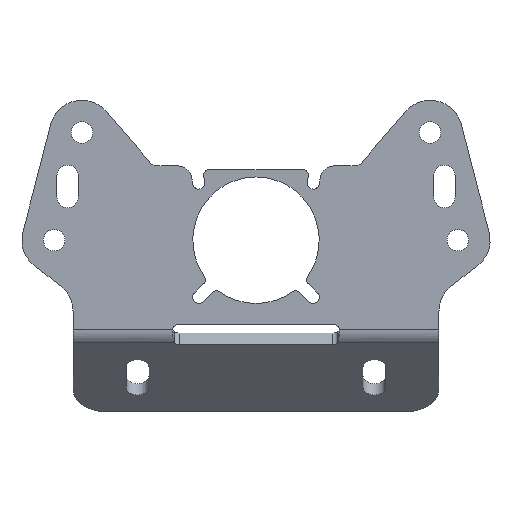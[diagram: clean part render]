
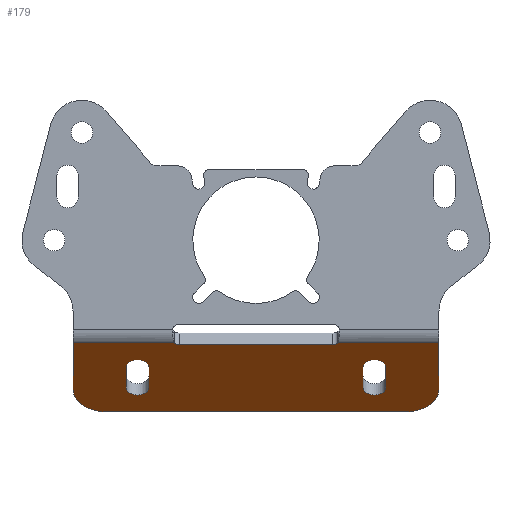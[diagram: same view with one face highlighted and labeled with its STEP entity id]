
A CAD part, front view. The second image highlights one B-rep face of the part: STEP entity #179.
In plain terms, the highlighted planar face has unit normal (0, -0.707, -0.707).
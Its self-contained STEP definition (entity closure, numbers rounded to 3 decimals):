
#16=CARTESIAN_POINT('',(378.67,5.332,-578.462));
#17=VERTEX_POINT('',#16);
#18=CARTESIAN_POINT('',(378.67,12.404,-585.533));
#19=VERTEX_POINT('',#18);
#20=CARTESIAN_POINT('',(378.67,12.404,-585.533));
#21=DIRECTION('',(0.0,0.707,-0.707));
#22=VECTOR('',#21,1.0);
#23=LINE('',#20,#22);
#24=EDGE_CURVE('no 974',#17,#19,#23,.T.);
#25=ORIENTED_EDGE('',*,*,#24,.T.);
#26=CARTESIAN_POINT('',(370.17,12.404,-585.533));
#27=VERTEX_POINT('',#26);
#28=CARTESIAN_POINT('',(374.42,12.404,-585.533));
#29=DIRECTION('',(0.0,0.707,0.707));
#30=DIRECTION('',(0.0,-0.707,0.707));
#31=AXIS2_PLACEMENT_3D('',#28,#29,#30);
#32=CIRCLE('',#31,4.25);
#33=EDGE_CURVE('no 970',#19,#27,#32,.T.);
#34=ORIENTED_EDGE('',*,*,#33,.T.);
#35=CARTESIAN_POINT('',(370.17,5.332,-578.462));
#36=VERTEX_POINT('',#35);
#37=CARTESIAN_POINT('',(370.17,12.404,-585.533));
#38=DIRECTION('',(0.0,-0.707,0.707));
#39=VECTOR('',#38,1.0);
#40=LINE('',#37,#39);
#41=EDGE_CURVE('no 982',#27,#36,#40,.T.);
#42=ORIENTED_EDGE('',*,*,#41,.T.);
#43=CARTESIAN_POINT('',(374.42,5.332,-578.462));
#44=DIRECTION('',(0.0,0.707,0.707));
#45=DIRECTION('',(0.0,-0.707,0.707));
#46=AXIS2_PLACEMENT_3D('',#43,#44,#45);
#47=CIRCLE('',#46,4.25);
#48=EDGE_CURVE('no 978',#36,#17,#47,.T.);
#49=ORIENTED_EDGE('',*,*,#48,.T.);
#50=EDGE_LOOP('',(#25,#34,#42,#49));
#51=FACE_OUTER_BOUND('',#50,.T.);
#52=CARTESIAN_POINT('',(466.67,5.332,-578.462));
#53=VERTEX_POINT('',#52);
#54=CARTESIAN_POINT('',(466.67,12.404,-585.533));
#55=VERTEX_POINT('',#54);
#56=CARTESIAN_POINT('',(466.67,12.404,-585.533));
#57=DIRECTION('',(0.0,0.707,-0.707));
#58=VECTOR('',#57,1.0);
#59=LINE('',#56,#58);
#60=EDGE_CURVE('no 1180',#53,#55,#59,.T.);
#61=ORIENTED_EDGE('',*,*,#60,.T.);
#62=CARTESIAN_POINT('',(458.17,12.404,-585.533));
#63=VERTEX_POINT('',#62);
#64=CARTESIAN_POINT('',(462.42,12.404,-585.533));
#65=DIRECTION('',(0.0,0.707,0.707));
#66=DIRECTION('',(0.0,-0.707,0.707));
#67=AXIS2_PLACEMENT_3D('',#64,#65,#66);
#68=CIRCLE('',#67,4.25);
#69=EDGE_CURVE('no 1176',#55,#63,#68,.T.);
#70=ORIENTED_EDGE('',*,*,#69,.T.);
#71=CARTESIAN_POINT('',(458.17,5.332,-578.462));
#72=VERTEX_POINT('',#71);
#73=CARTESIAN_POINT('',(458.17,12.404,-585.533));
#74=DIRECTION('',(0.0,-0.707,0.707));
#75=VECTOR('',#74,1.0);
#76=LINE('',#73,#75);
#77=EDGE_CURVE('no 1188',#63,#72,#76,.T.);
#78=ORIENTED_EDGE('',*,*,#77,.T.);
#79=CARTESIAN_POINT('',(462.42,5.332,-578.462));
#80=DIRECTION('',(0.0,0.707,0.707));
#81=DIRECTION('',(0.0,-0.707,0.707));
#82=AXIS2_PLACEMENT_3D('',#79,#80,#81);
#83=CIRCLE('',#82,4.25);
#84=EDGE_CURVE('no 1184',#72,#53,#83,.T.);
#85=ORIENTED_EDGE('',*,*,#84,.T.);
#86=EDGE_LOOP('',(#61,#70,#78,#85));
#87=FACE_BOUND('',#86,.T.);
#88=CARTESIAN_POINT('',(486.42,-4.027,-569.103));
#89=VERTEX_POINT('',#88);
#90=CARTESIAN_POINT('',(486.42,13.111,-586.24));
#91=VERTEX_POINT('',#90);
#92=CARTESIAN_POINT('',(486.42,-10.224,-562.906));
#93=DIRECTION('',(-0.0,0.707,-0.707));
#94=VECTOR('',#93,1.0);
#95=LINE('',#92,#94);
#96=EDGE_CURVE('no 2255',#89,#91,#95,.T.);
#97=ORIENTED_EDGE('',*,*,#96,.F.);
#98=CARTESIAN_POINT('',(448.873,-4.027,-569.103));
#99=VERTEX_POINT('',#98);
#100=CARTESIAN_POINT('',(338.42,-4.027,-569.103));
#101=DIRECTION('',(-1.0,0.0,0.0));
#102=VECTOR('',#101,1.0);
#103=LINE('',#100,#102);
#104=EDGE_CURVE('no 2520',#89,#99,#103,.T.);
#105=ORIENTED_EDGE('',*,*,#104,.T.);
#106=CARTESIAN_POINT('',(446.92,-3.363,-569.767));
#107=VERTEX_POINT('',#106);
#108=CARTESIAN_POINT('',(446.92,-5.131,-567.999));
#109=DIRECTION('',(0.0,0.707,0.707));
#110=DIRECTION('',(0.0,-0.707,0.707));
#111=AXIS2_PLACEMENT_3D('',#108,#109,#110);
#112=CIRCLE('',#111,2.5);
#113=EDGE_CURVE('no 2231',#99,#107,#112,.T.);
#114=ORIENTED_EDGE('',*,*,#113,.T.);
#115=CARTESIAN_POINT('',(389.92,-3.363,-569.767));
#116=VERTEX_POINT('',#115);
#117=CARTESIAN_POINT('',(389.92,-3.363,-569.767));
#118=DIRECTION('',(-1.0,0.0,0.0));
#119=VECTOR('',#118,1.0);
#120=LINE('',#117,#119);
#121=EDGE_CURVE('no 768',#107,#116,#120,.T.);
#122=ORIENTED_EDGE('',*,*,#121,.T.);
#123=CARTESIAN_POINT('',(387.967,-4.027,-569.103));
#124=VERTEX_POINT('',#123);
#125=CARTESIAN_POINT('',(389.92,-5.131,-567.999));
#126=DIRECTION('',(0.0,0.707,0.707));
#127=DIRECTION('',(0.0,-0.707,0.707));
#128=AXIS2_PLACEMENT_3D('',#125,#126,#127);
#129=CIRCLE('',#128,2.5);
#130=EDGE_CURVE('no 764',#116,#124,#129,.T.);
#131=ORIENTED_EDGE('',*,*,#130,.T.);
#132=CARTESIAN_POINT('',(350.42,-4.027,-569.103));
#133=VERTEX_POINT('',#132);
#134=CARTESIAN_POINT('',(338.42,-4.027,-569.103));
#135=DIRECTION('',(-1.0,0.0,0.0));
#136=VECTOR('',#135,1.0);
#137=LINE('',#134,#136);
#138=EDGE_CURVE('no 2558',#124,#133,#137,.T.);
#139=ORIENTED_EDGE('',*,*,#138,.T.);
#140=CARTESIAN_POINT('',(350.42,13.111,-586.24));
#141=VERTEX_POINT('',#140);
#142=CARTESIAN_POINT('',(350.42,-10.224,-562.906));
#143=DIRECTION('',(0.0,-0.707,0.707));
#144=VECTOR('',#143,1.0);
#145=LINE('',#142,#144);
#146=EDGE_CURVE('no 97',#141,#133,#145,.T.);
#147=ORIENTED_EDGE('',*,*,#146,.F.);
#148=CARTESIAN_POINT('',(362.42,21.596,-594.726));
#149=VERTEX_POINT('',#148);
#150=CARTESIAN_POINT('',(362.42,13.111,-586.24));
#151=DIRECTION('',(0.0,0.707,0.707));
#152=DIRECTION('',(0.0,-0.707,0.707));
#153=AXIS2_PLACEMENT_3D('',#150,#151,#152);
#154=CIRCLE('',#153,12.0);
#155=EDGE_CURVE('no 94',#149,#141,#154,.T.);
#156=ORIENTED_EDGE('',*,*,#155,.F.);
#157=CARTESIAN_POINT('',(474.42,21.596,-594.726));
#158=VERTEX_POINT('',#157);
#159=CARTESIAN_POINT('',(474.42,21.596,-594.726));
#160=DIRECTION('',(-1.0,0.0,-0.0));
#161=VECTOR('',#160,1.0);
#162=LINE('',#159,#161);
#163=EDGE_CURVE('no 91',#158,#149,#162,.T.);
#164=ORIENTED_EDGE('',*,*,#163,.F.);
#165=CARTESIAN_POINT('',(474.42,13.111,-586.24));
#166=DIRECTION('',(0.0,0.707,0.707));
#167=DIRECTION('',(0.0,-0.707,0.707));
#168=AXIS2_PLACEMENT_3D('',#165,#166,#167);
#169=CIRCLE('',#168,12.0);
#170=EDGE_CURVE('no 88',#91,#158,#169,.T.);
#171=ORIENTED_EDGE('',*,*,#170,.F.);
#172=EDGE_LOOP('',(#97,#105,#114,#122,#131,#139,#147,#156,#164,#171));
#173=FACE_BOUND('',#172,.T.);
#174=CARTESIAN_POINT('',(338.42,-10.224,-562.906));
#175=DIRECTION('',(0.0,0.707,0.707));
#176=DIRECTION('',(0.0,-0.707,0.707));
#177=AXIS2_PLACEMENT_3D('',#174,#175,#176);
#178=PLANE('',#177);
#179=ADVANCED_FACE('no 2267',(#51,#87,#173),#178,.F.);
